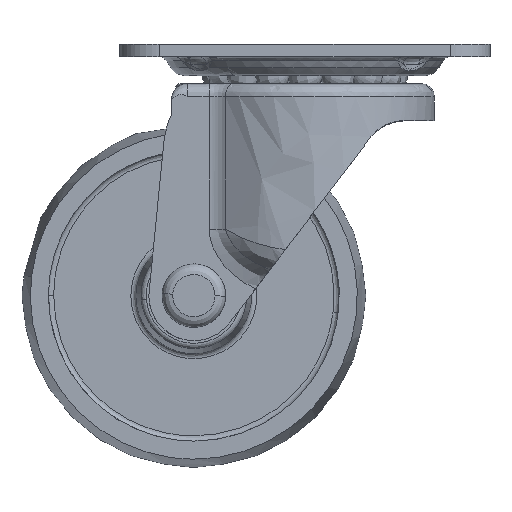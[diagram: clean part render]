
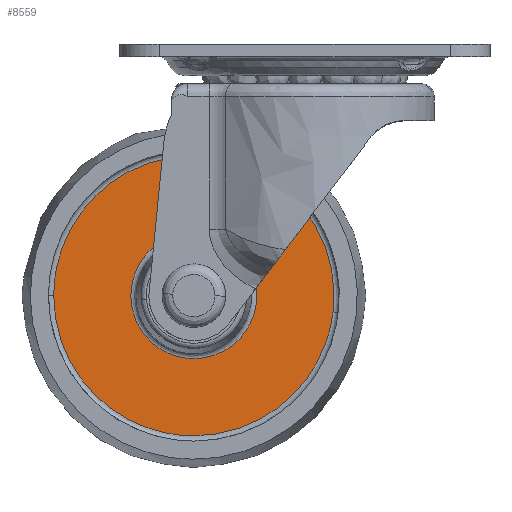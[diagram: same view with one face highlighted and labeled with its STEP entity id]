
A CAD part, front view. The second image highlights one B-rep face of the part: STEP entity #8559.
In plain terms, the highlighted free-form (B-spline) face has degree [1, 1] with [2, 2] control points.
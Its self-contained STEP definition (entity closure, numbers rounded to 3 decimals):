
#7952=CARTESIAN_POINT('',(-3.137,-7.5,11.49));
#7953=VERTEX_POINT('',#7952);
#7967=CARTESIAN_POINT('',(0.0,-7.5,-11.911));
#7968=VERTEX_POINT('',#7967);
#7969=CARTESIAN_POINT('',(-3.137,-7.5,11.49));
#7970=CARTESIAN_POINT('',(-11.911,-7.5,9.095));
#7971=CARTESIAN_POINT('',(-11.911,-7.5,0.));
#7972=CARTESIAN_POINT('',(-11.911,-7.5,-11.911));
#7973=CARTESIAN_POINT('',(0.0,-7.5,-11.911));
#7981=(BOUNDED_CURVE()B_SPLINE_CURVE(2,(#7969,#7970,#7971,#7972,#7973),.UNSPECIFIED.,.F.,.U.)B_SPLINE_CURVE_WITH_KNOTS((3,2,3),(0.545,0.75,1.0),.UNSPECIFIED.)CURVE()GEOMETRIC_REPRESENTATION_ITEM()RATIONAL_B_SPLINE_CURVE((0.914,0.76,1.0,0.707,1.0))REPRESENTATION_ITEM(''));
#7982=EDGE_CURVE('',#7953,#7968,#7981,.T.);
#7984=CARTESIAN_POINT('',(11.776,-7.5,1.789));
#7985=VERTEX_POINT('',#7984);
#7986=CARTESIAN_POINT('',(0.0,-7.5,-11.911));
#7987=CARTESIAN_POINT('',(11.911,-7.5,-11.911));
#7988=CARTESIAN_POINT('',(11.911,-7.5,0.));
#7989=CARTESIAN_POINT('',(11.911,-7.5,0.9));
#7990=CARTESIAN_POINT('',(11.776,-7.5,1.789));
#7998=(BOUNDED_CURVE()B_SPLINE_CURVE(2,(#7986,#7987,#7988,#7989,#7990),.UNSPECIFIED.,.F.,.U.)B_SPLINE_CURVE_WITH_KNOTS((3,2,3),(0.0,0.25,0.276),.UNSPECIFIED.)CURVE()GEOMETRIC_REPRESENTATION_ITEM()RATIONAL_B_SPLINE_CURVE((1.0,0.707,1.0,0.97,0.946))REPRESENTATION_ITEM(''));
#7999=EDGE_CURVE('',#7968,#7985,#7998,.T.);
#8046=CARTESIAN_POINT('',(0.0,-7.5,11.911));
#8047=VERTEX_POINT('',#8046);
#8048=CARTESIAN_POINT('',(11.776,-7.5,1.789));
#8049=CARTESIAN_POINT('',(10.238,-7.5,11.911));
#8050=CARTESIAN_POINT('',(0.0,-7.5,11.911));
#8058=(BOUNDED_CURVE()B_SPLINE_CURVE(2,(#8048,#8049,#8050),.UNSPECIFIED.,.F.,.U.)B_SPLINE_CURVE_WITH_KNOTS((3,3),(0.276,0.5),.UNSPECIFIED.)CURVE()GEOMETRIC_REPRESENTATION_ITEM()RATIONAL_B_SPLINE_CURVE((0.946,0.737,1.0))REPRESENTATION_ITEM(''));
#8059=EDGE_CURVE('',#7985,#8047,#8058,.T.);
#8061=CARTESIAN_POINT('',(0.0,-7.5,11.911));
#8062=CARTESIAN_POINT('',(-1.597,-7.5,11.911));
#8063=CARTESIAN_POINT('',(-3.137,-7.5,11.49));
#8071=(BOUNDED_CURVE()B_SPLINE_CURVE(2,(#8061,#8062,#8063),.UNSPECIFIED.,.F.,.U.)B_SPLINE_CURVE_WITH_KNOTS((3,3),(0.5,0.545),.UNSPECIFIED.)CURVE()GEOMETRIC_REPRESENTATION_ITEM()RATIONAL_B_SPLINE_CURVE((1.0,0.947,0.914))REPRESENTATION_ITEM(''));
#8072=EDGE_CURVE('',#8047,#7953,#8071,.T.);
#8110=CARTESIAN_POINT('',(-26.5,-7.5,0.0));
#8111=VERTEX_POINT('',#8110);
#8125=CARTESIAN_POINT('',(0.0,-7.5,26.5));
#8126=VERTEX_POINT('',#8125);
#8127=CARTESIAN_POINT('',(0.0,-7.5,26.5));
#8128=CARTESIAN_POINT('',(-26.5,-7.5,26.5));
#8129=CARTESIAN_POINT('',(-26.5,-7.5,0.0));
#8137=(BOUNDED_CURVE()B_SPLINE_CURVE(2,(#8127,#8128,#8129),.UNSPECIFIED.,.F.,.U.)B_SPLINE_CURVE_WITH_KNOTS((3,3),(0.5,0.75),.UNSPECIFIED.)CURVE()GEOMETRIC_REPRESENTATION_ITEM()RATIONAL_B_SPLINE_CURVE((1.0,0.707,1.))REPRESENTATION_ITEM(''));
#8138=EDGE_CURVE('',#8126,#8111,#8137,.T.);
#8140=CARTESIAN_POINT('',(26.323,-7.5,-3.06));
#8141=VERTEX_POINT('',#8140);
#8142=CARTESIAN_POINT('',(26.323,-7.5,-3.06));
#8143=CARTESIAN_POINT('',(26.5,-7.5,-1.535));
#8144=CARTESIAN_POINT('',(26.5,-7.5,0.));
#8145=CARTESIAN_POINT('',(26.5,-7.5,26.5));
#8146=CARTESIAN_POINT('',(0.0,-7.5,26.5));
#8154=(BOUNDED_CURVE()B_SPLINE_CURVE(2,(#8142,#8143,#8144,#8145,#8146),.UNSPECIFIED.,.F.,.U.)B_SPLINE_CURVE_WITH_KNOTS((3,2,3),(0.23,0.25,0.5),.UNSPECIFIED.)CURVE()GEOMETRIC_REPRESENTATION_ITEM()RATIONAL_B_SPLINE_CURVE((0.957,0.977,1.0,0.707,1.0))REPRESENTATION_ITEM(''));
#8155=EDGE_CURVE('',#8141,#8126,#8154,.T.);
#8199=CARTESIAN_POINT('',(0.0,-7.5,-26.5));
#8200=VERTEX_POINT('',#8199);
#8201=CARTESIAN_POINT('',(0.0,-7.5,-26.5));
#8202=CARTESIAN_POINT('',(23.598,-7.5,-26.5));
#8203=CARTESIAN_POINT('',(26.323,-7.5,-3.06));
#8211=(BOUNDED_CURVE()B_SPLINE_CURVE(2,(#8201,#8202,#8203),.UNSPECIFIED.,.F.,.U.)B_SPLINE_CURVE_WITH_KNOTS((3,3),(0.0,0.23),.UNSPECIFIED.)CURVE()GEOMETRIC_REPRESENTATION_ITEM()RATIONAL_B_SPLINE_CURVE((1.0,0.731,0.957))REPRESENTATION_ITEM(''));
#8212=EDGE_CURVE('',#8200,#8141,#8211,.T.);
#8214=CARTESIAN_POINT('',(-26.5,-7.5,0.0));
#8215=CARTESIAN_POINT('',(-26.5,-7.5,-26.5));
#8216=CARTESIAN_POINT('',(0.0,-7.5,-26.5));
#8224=(BOUNDED_CURVE()B_SPLINE_CURVE(2,(#8214,#8215,#8216),.UNSPECIFIED.,.F.,.U.)B_SPLINE_CURVE_WITH_KNOTS((3,3),(0.75,1.0),.UNSPECIFIED.)CURVE()GEOMETRIC_REPRESENTATION_ITEM()RATIONAL_B_SPLINE_CURVE((1.0,0.707,1.0))REPRESENTATION_ITEM(''));
#8225=EDGE_CURVE('',#8111,#8200,#8224,.T.);
#8542=CARTESIAN_POINT('',(-29.147,-7.5,-29.147));
#8543=CARTESIAN_POINT('',(-29.147,-7.5,29.147));
#8544=CARTESIAN_POINT('',(29.147,-7.5,-29.147));
#8545=CARTESIAN_POINT('',(29.147,-7.5,29.147));
#8546=B_SPLINE_SURFACE_WITH_KNOTS('',1,1,((#8542,#8544),(#8543,#8545)),.UNSPECIFIED.,.F.,.F.,.U.,(2,2),(2,2),(0.0,58.295),(0.0,58.295),.UNSPECIFIED.);
#8547=ORIENTED_EDGE('',*,*,#8212,.T.);
#8548=ORIENTED_EDGE('',*,*,#8155,.T.);
#8549=ORIENTED_EDGE('',*,*,#8138,.T.);
#8550=ORIENTED_EDGE('',*,*,#8225,.T.);
#8551=EDGE_LOOP('',(#8547,#8548,#8549,#8550));
#8552=FACE_OUTER_BOUND('',#8551,.T.);
#8553=ORIENTED_EDGE('',*,*,#7999,.F.);
#8554=ORIENTED_EDGE('',*,*,#7982,.F.);
#8555=ORIENTED_EDGE('',*,*,#8072,.F.);
#8556=ORIENTED_EDGE('',*,*,#8059,.F.);
#8557=EDGE_LOOP('',(#8553,#8554,#8555,#8556));
#8558=FACE_BOUND('',#8557,.T.);
#8559=ADVANCED_FACE('',(#8552,#8558),#8546,.F.);
